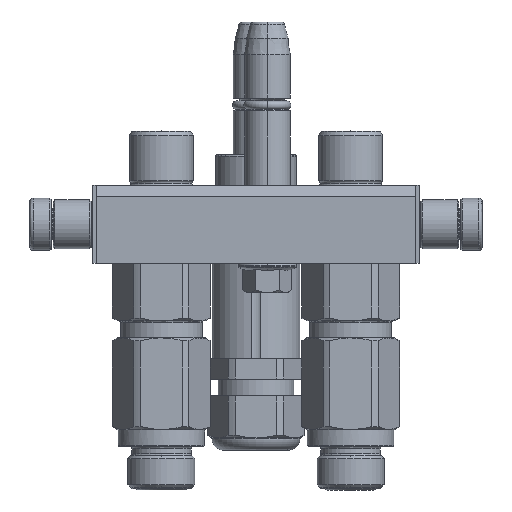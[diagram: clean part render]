
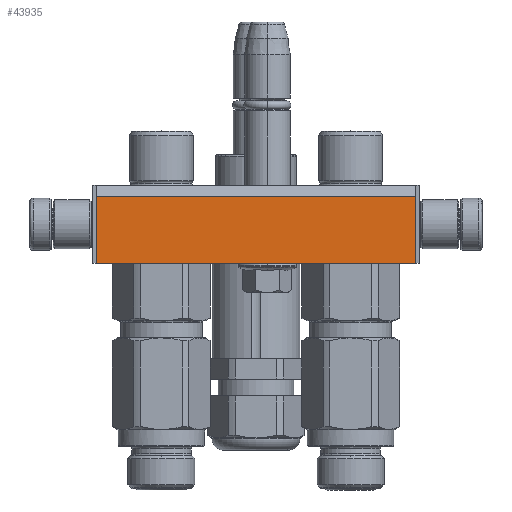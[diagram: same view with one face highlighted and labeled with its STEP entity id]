
A CAD part, left-side view. The second image highlights one B-rep face of the part: STEP entity #43935.
In plain terms, the highlighted face is planar.
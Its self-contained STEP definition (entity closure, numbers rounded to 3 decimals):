
#152 = VECTOR ( 'NONE', #2782, 1000. ) ;
#2606 = VERTEX_POINT ( 'NONE', #6087 ) ;
#2782 = DIRECTION ( 'NONE',  ( 1., 0., 0. ) ) ;
#2885 = DIRECTION ( 'NONE',  ( 0., 1., 0. ) ) ;
#4292 = EDGE_LOOP ( 'NONE', ( #36857, #51812, #28051, #48640 ) ) ;
#4858 = CARTESIAN_POINT ( 'NONE',  ( 78., 3.464, 24. ) ) ;
#6087 = CARTESIAN_POINT ( 'NONE',  ( -20., 3.464, 24. ) ) ;
#9782 = CARTESIAN_POINT ( 'NONE',  ( -20., 3.464, 24. ) ) ;
#10435 = VERTEX_POINT ( 'NONE', #40650 ) ;
#12415 = LINE ( 'NONE', #9782, #24490 ) ;
#13939 = CARTESIAN_POINT ( 'NONE',  ( 78., 24., 24. ) ) ;
#16568 = EDGE_CURVE ( 'NONE', #10435, #27587, #51610, .T. ) ;
#18395 = VECTOR ( 'NONE', #2885, 1000. ) ;
#18768 = AXIS2_PLACEMENT_3D ( 'NONE', #20155, #48668, #40103 ) ;
#20155 = CARTESIAN_POINT ( 'NONE',  ( -21., 0., 24. ) ) ;
#21018 = DIRECTION ( 'NONE',  ( 0., 1., 0. ) ) ;
#22024 = CARTESIAN_POINT ( 'NONE',  ( -20., 24., 24. ) ) ;
#22261 = EDGE_CURVE ( 'NONE', #2606, #10435, #12415, .T. ) ;
#22616 = CARTESIAN_POINT ( 'NONE',  ( -20., 3.464, 24. ) ) ;
#23062 = EDGE_CURVE ( 'NONE', #26561, #27587, #30156, .T. ) ;
#23327 = FACE_OUTER_BOUND ( 'NONE', #4292, .T. ) ;
#24490 = VECTOR ( 'NONE', #25825, 1000. ) ;
#25825 = DIRECTION ( 'NONE',  ( 1., 0., 0. ) ) ;
#26561 = VERTEX_POINT ( 'NONE', #22024 ) ;
#27157 = CARTESIAN_POINT ( 'NONE',  ( -20., 24., 24. ) ) ;
#27587 = VERTEX_POINT ( 'NONE', #13939 ) ;
#28051 = ORIENTED_EDGE ( 'NONE', *, *, #22261, .T. ) ;
#28410 = PLANE ( 'NONE',  #18768 ) ;
#30156 = LINE ( 'NONE', #27157, #152 ) ;
#36857 = ORIENTED_EDGE ( 'NONE', *, *, #23062, .F. ) ;
#40103 = DIRECTION ( 'NONE',  ( 1., 0., 0. ) ) ;
#40650 = CARTESIAN_POINT ( 'NONE',  ( 78., 3.464, 24. ) ) ;
#42685 = EDGE_CURVE ( 'NONE', #2606, #26561, #42782, .T. ) ;
#42782 = LINE ( 'NONE', #22616, #18395 ) ;
#43935 = ADVANCED_FACE ( 'NONE', ( #23327 ), #28410, .T. ) ;
#43958 = VECTOR ( 'NONE', #21018, 1000. ) ;
#48640 = ORIENTED_EDGE ( 'NONE', *, *, #16568, .T. ) ;
#48668 = DIRECTION ( 'NONE',  ( 0., 0., 1. ) ) ;
#51610 = LINE ( 'NONE', #4858, #43958 ) ;
#51812 = ORIENTED_EDGE ( 'NONE', *, *, #42685, .F. ) ;
